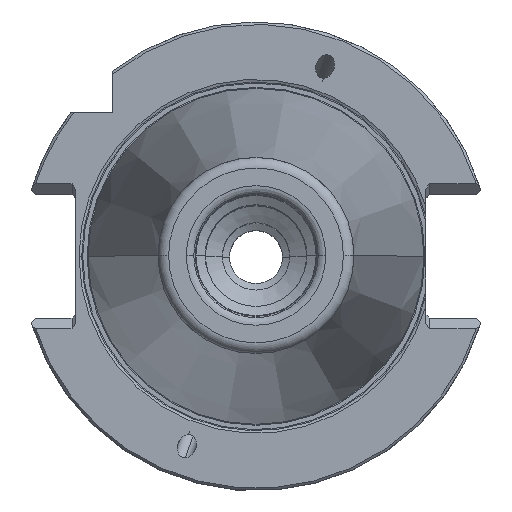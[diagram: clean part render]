
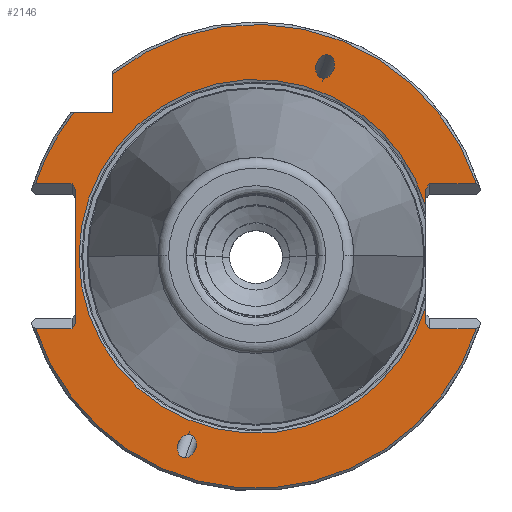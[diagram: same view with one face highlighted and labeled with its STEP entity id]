
A CAD part, top view. The second image highlights one B-rep face of the part: STEP entity #2146.
In plain terms, the highlighted planar face has unit normal (0, 0, 1).
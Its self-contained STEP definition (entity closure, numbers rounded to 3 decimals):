
#946=EDGE_CURVE('NONE',#2456,#1014,#2788,.T.);
#956=EDGE_CURVE('NONE',#2212,#2042,#2800,.T.);
#966=VERTEX_POINT('NONE',#2812);
#988=VERTEX_POINT('NONE',#2836);
#1014=VERTEX_POINT('NONE',#2866);
#1024=VERTEX_POINT('NONE',#2876);
#1142=EDGE_CURVE('NONE',#2696,#1884,#3009,.T.);
#1146=EDGE_CURVE('NONE',#1594,#1580,#3013,.T.);
#1176=EDGE_CURVE('NONE',#1910,#966,#3046,.T.);
#1198=EDGE_CURVE('NONE',#2002,#1580,#3068,.T.);
#1274=EDGE_CURVE('NONE',#2042,#1942,#3149,.T.);
#1320=VERTEX_POINT('NONE',#3199);
#1476=EDGE_CURVE('NONE',#1014,#1790,#3371,.T.);
#1524=EDGE_CURVE('NONE',#2250,#2160,#3424,.T.);
#1540=EDGE_CURVE('NONE',#2688,#2586,#3441,.T.);
#1580=VERTEX_POINT('NONE',#3483);
#1594=VERTEX_POINT('NONE',#3500);
#1606=EDGE_CURVE('NONE',#2250,#1790,#3513,.T.);
#1770=EDGE_CURVE('NONE',#1884,#2696,#3692,.T.);
#1790=VERTEX_POINT('NONE',#3717);
#1808=EDGE_CURVE('NONE',#1024,#1594,#3735,.T.);
#1828=EDGE_CURVE('NONE',#2586,#2688,#3756,.T.);
#1884=VERTEX_POINT('NONE',#3819);
#1886=EDGE_CURVE('NONE',#1320,#1896,#3821,.T.);
#1896=VERTEX_POINT('NONE',#3833);
#1902=EDGE_CURVE('NONE',#988,#2212,#3840,.T.);
#1910=VERTEX_POINT('NONE',#3848);
#1942=VERTEX_POINT('NONE',#3883);
#1950=EDGE_CURVE('NONE',#966,#1942,#3891,.T.);
#2002=VERTEX_POINT('NONE',#3956);
#2004=EDGE_CURVE('NONE',#988,#2002,#3958,.T.);
#2042=VERTEX_POINT('NONE',#4003);
#2136=EDGE_CURVE('NONE',#2742,#1896,#4109,.T.);
#2146=ADVANCED_FACE('NONE',(#4119,#4120,#4121),#4122,.F.);
#2160=VERTEX_POINT('NONE',#4137);
#2212=VERTEX_POINT('NONE',#4195);
#2218=EDGE_CURVE('NONE',#2742,#1024,#4202,.T.);
#2250=VERTEX_POINT('NONE',#4240);
#2456=VERTEX_POINT('NONE',#4472);
#2586=VERTEX_POINT('NONE',#4616);
#2616=EDGE_CURVE('NONE',#1910,#2160,#4648,.T.);
#2688=VERTEX_POINT('NONE',#4730);
#2696=VERTEX_POINT('NONE',#4741);
#2704=EDGE_CURVE('NONE',#2456,#1320,#4750,.T.);
#2742=VERTEX_POINT('NONE',#4791);
#2788=CIRCLE('',#4830,48.225);
#2800=LINE('',#4845,#4846);
#2812=CARTESIAN_POINT('',(-45.816,-15.05,-1.5));
#2836=CARTESIAN_POINT('',(35.3,-10.348,-1.5));
#2866=CARTESIAN_POINT('',(-45.816,15.05,-1.5));
#2876=CARTESIAN_POINT('',(36.05,15.05,-1.5));
#3009=(B_SPLINE_CURVE(3,(#5161,#5162,#5163,#5164),.UNSPECIFIED.,.F.,.F.)B_SPLINE_CURVE_WITH_KNOTS((4,4),(3.414,6.555),.UNSPECIFIED.)RATIONAL_B_SPLINE_CURVE((1.0,0.333,0.333,1.0))BOUNDED_CURVE()REPRESENTATION_ITEM('')GEOMETRIC_REPRESENTATION_ITEM()CURVE());
#3013=LINE('',#5175,#5176);
#3046=LINE('',#5250,#5251);
#3068=CIRCLE('',#5289,36.786);
#3149=LINE('',#5438,#5439);
#3199=CARTESIAN_POINT('',(-29.85,29.85,-1.5));
#3371=LINE('',#5739,#5740);
#3424=LINE('',#5824,#5825);
#3441=(B_SPLINE_CURVE(3,(#5850,#5851,#5852,#5853),.UNSPECIFIED.,.F.,.F.)B_SPLINE_CURVE_WITH_KNOTS((4,4),(3.414,6.555),.UNSPECIFIED.)RATIONAL_B_SPLINE_CURVE((1.0,0.333,0.333,1.0))BOUNDED_CURVE()REPRESENTATION_ITEM('')GEOMETRIC_REPRESENTATION_ITEM()CURVE());
#3483=CARTESIAN_POINT('',(35.3,10.348,-1.5));
#3500=CARTESIAN_POINT('',(35.3,13.989,-1.5));
#3513=LINE('',#5994,#5995);
#3692=(B_SPLINE_CURVE(3,(#6301,#6302,#6303,#6304),.UNSPECIFIED.,.F.,.F.)B_SPLINE_CURVE_WITH_KNOTS((4,4),(0.272,3.414),.UNSPECIFIED.)RATIONAL_B_SPLINE_CURVE((1.0,0.333,0.333,1.0))BOUNDED_CURVE()REPRESENTATION_ITEM('')GEOMETRIC_REPRESENTATION_ITEM()CURVE());
#3717=CARTESIAN_POINT('',(-38.25,15.05,-1.5));
#3735=LINE('',#6373,#6374);
#3756=(B_SPLINE_CURVE(3,(#6408,#6409,#6410,#6411),.UNSPECIFIED.,.F.,.F.)B_SPLINE_CURVE_WITH_KNOTS((4,4),(0.272,3.414),.UNSPECIFIED.)RATIONAL_B_SPLINE_CURVE((1.0,0.333,0.333,1.0))BOUNDED_CURVE()REPRESENTATION_ITEM('')GEOMETRIC_REPRESENTATION_ITEM()CURVE());
#3819=CARTESIAN_POINT('',(14.702,41.887,-1.5));
#3821=LINE('',#6535,#6536);
#3833=CARTESIAN_POINT('',(-29.85,37.876,-1.5));
#3840=LINE('',#6558,#6559);
#3848=CARTESIAN_POINT('',(-38.25,-15.05,-1.5));
#3883=CARTESIAN_POINT('',(45.816,-15.05,-1.5));
#3891=CIRCLE('',#6636,48.225);
#3956=CARTESIAN_POINT('',(-36.786,0.,-1.5));
#3958=CIRCLE('',#6712,36.786);
#4003=CARTESIAN_POINT('',(36.05,-15.05,-1.5));
#4109=CIRCLE('',#6937,48.225);
#4119=FACE_OUTER_BOUND('',#6954,.T.);
#4120=FACE_BOUND('',#6955,.T.);
#4121=FACE_BOUND('',#6956,.T.);
#4122=PLANE('',#6957);
#4137=CARTESIAN_POINT('',(-37.5,-13.989,-1.5));
#4195=CARTESIAN_POINT('',(35.3,-13.989,-1.5));
#4202=LINE('',#7099,#7100);
#4240=CARTESIAN_POINT('',(-37.5,13.989,-1.5));
#4472=CARTESIAN_POINT('',(-37.876,29.85,-1.5));
#4616=CARTESIAN_POINT('',(-14.702,-41.887,-1.5));
#4648=LINE('',#7779,#7780);
#4730=CARTESIAN_POINT('',(-14.027,-37.047,-1.5));
#4741=CARTESIAN_POINT('',(14.027,37.047,-1.5));
#4750=LINE('',#7937,#7938);
#4791=CARTESIAN_POINT('',(45.816,15.05,-1.5));
#4830=AXIS2_PLACEMENT_3D('',#8061,#8062,#8063);
#4845=CARTESIAN_POINT('',(35.013,-13.583,-1.5));
#4846=VECTOR('',#8081,1000.0);
#5161=CARTESIAN_POINT('',(14.027,37.047,-1.5));
#5162=CARTESIAN_POINT('',(17.923,37.047,-1.5));
#5163=CARTESIAN_POINT('',(18.598,41.887,-1.5));
#5164=CARTESIAN_POINT('',(14.702,41.887,-1.5));
#5175=CARTESIAN_POINT('',(35.3,0.,-1.5));
#5176=VECTOR('',#8347,1000.0);
#5250=CARTESIAN_POINT('',(-63.9,-15.05,-1.5));
#5251=VECTOR('',#8391,1000.0);
#5289=AXIS2_PLACEMENT_3D('',#8408,#8409,#8410);
#5438=CARTESIAN_POINT('',(62.5,-15.05,-1.5));
#5439=VECTOR('',#8485,1000.0);
#5739=CARTESIAN_POINT('',(-63.9,15.05,-1.5));
#5740=VECTOR('',#8745,1000.0);
#5824=CARTESIAN_POINT('',(-37.5,0.,-1.5));
#5825=VECTOR('',#8791,1000.0);
#5850=CARTESIAN_POINT('',(-14.027,-37.047,-1.5));
#5851=CARTESIAN_POINT('',(-17.923,-37.047,-1.5));
#5852=CARTESIAN_POINT('',(-18.598,-41.887,-1.5));
#5853=CARTESIAN_POINT('',(-14.702,-41.887,-1.5));
#5994=CARTESIAN_POINT('',(-29.995,3.376,-1.5));
#5995=VECTOR('',#8879,1000.0);
#6301=CARTESIAN_POINT('',(14.702,41.887,-1.5));
#6302=CARTESIAN_POINT('',(10.807,41.887,-1.5));
#6303=CARTESIAN_POINT('',(10.132,37.047,-1.5));
#6304=CARTESIAN_POINT('',(14.027,37.047,-1.5));
#6373=CARTESIAN_POINT('',(35.013,13.583,-1.5));
#6374=VECTOR('',#9102,1000.0);
#6408=CARTESIAN_POINT('',(-14.702,-41.887,-1.5));
#6409=CARTESIAN_POINT('',(-10.807,-41.887,-1.5));
#6410=CARTESIAN_POINT('',(-10.132,-37.047,-1.5));
#6411=CARTESIAN_POINT('',(-14.027,-37.047,-1.5));
#6535=CARTESIAN_POINT('',(-29.85,29.85,-1.5));
#6536=VECTOR('',#9199,1000.0);
#6558=CARTESIAN_POINT('',(35.3,0.,-1.5));
#6559=VECTOR('',#9234,1000.0);
#6636=AXIS2_PLACEMENT_3D('',#9284,#9285,#9286);
#6712=AXIS2_PLACEMENT_3D('',#9398,#9399,#9400);
#6937=AXIS2_PLACEMENT_3D('',#9616,#9617,#9618);
#6954=EDGE_LOOP('',(#9624,#9625,#9626,#9627,#9628,#9629,#9630,#9631,#9632,#9633,#9634,#9635,#9636,#9637,#9638,#9639,#9640,#9641));
#6955=EDGE_LOOP('',(#9642,#9643));
#6956=EDGE_LOOP('',(#9644,#9645));
#6957=AXIS2_PLACEMENT_3D('',#9646,#9647,#9648);
#7099=CARTESIAN_POINT('',(62.5,15.05,-1.5));
#7100=VECTOR('',#9742,1000.0);
#7779=CARTESIAN_POINT('',(-29.995,-3.376,-1.5));
#7780=VECTOR('',#10258,1000.0);
#7937=CARTESIAN_POINT('',(-52.85,29.85,-1.5));
#7938=VECTOR('',#10402,1000.0);
#8061=CARTESIAN_POINT('',(0.0,0.0,-1.5));
#8062=DIRECTION('',(0.0,0.0,1.0));
#8063=DIRECTION('',(1.0,0.,-0.0));
#8081=DIRECTION('',(0.577,-0.816,0.0));
#8347=DIRECTION('',(0.,-1.0,-0.0));
#8391=DIRECTION('',(-1.0,0.,0.0));
#8408=CARTESIAN_POINT('',(0.0,0.0,-1.5));
#8409=DIRECTION('',(0.0,0.0,-1.0));
#8410=DIRECTION('',(1.0,0.,0.0));
#8485=DIRECTION('',(1.0,0.,0.0));
#8745=DIRECTION('',(1.0,0.,0.0));
#8791=DIRECTION('',(0.,-1.0,-0.0));
#8879=DIRECTION('',(-0.577,0.816,0.0));
#9102=DIRECTION('',(-0.577,-0.816,0.0));
#9199=DIRECTION('',(0.,1.0,0.0));
#9234=DIRECTION('',(0.,-1.0,-0.0));
#9284=CARTESIAN_POINT('',(0.0,0.0,-1.5));
#9285=DIRECTION('',(0.0,-0.0,1.0));
#9286=DIRECTION('',(1.0,0.,0.0));
#9398=CARTESIAN_POINT('',(0.0,0.0,-1.5));
#9399=DIRECTION('',(0.0,0.0,-1.0));
#9400=DIRECTION('',(1.0,0.,0.0));
#9616=CARTESIAN_POINT('',(0.0,0.0,-1.5));
#9617=DIRECTION('',(0.0,-0.0,1.0));
#9618=DIRECTION('',(1.0,0.,0.0));
#9624=ORIENTED_EDGE('',*,*,#2218,.F.);
#9625=ORIENTED_EDGE('',*,*,#2136,.T.);
#9626=ORIENTED_EDGE('',*,*,#1886,.F.);
#9627=ORIENTED_EDGE('',*,*,#2704,.F.);
#9628=ORIENTED_EDGE('',*,*,#946,.T.);
#9629=ORIENTED_EDGE('',*,*,#1476,.T.);
#9630=ORIENTED_EDGE('',*,*,#1606,.F.);
#9631=ORIENTED_EDGE('',*,*,#1524,.T.);
#9632=ORIENTED_EDGE('',*,*,#2616,.F.);
#9633=ORIENTED_EDGE('',*,*,#1176,.T.);
#9634=ORIENTED_EDGE('',*,*,#1950,.T.);
#9635=ORIENTED_EDGE('',*,*,#1274,.F.);
#9636=ORIENTED_EDGE('',*,*,#956,.F.);
#9637=ORIENTED_EDGE('',*,*,#1902,.F.);
#9638=ORIENTED_EDGE('',*,*,#2004,.T.);
#9639=ORIENTED_EDGE('',*,*,#1198,.T.);
#9640=ORIENTED_EDGE('',*,*,#1146,.F.);
#9641=ORIENTED_EDGE('',*,*,#1808,.F.);
#9642=ORIENTED_EDGE('',*,*,#1828,.F.);
#9643=ORIENTED_EDGE('',*,*,#1540,.F.);
#9644=ORIENTED_EDGE('',*,*,#1770,.F.);
#9645=ORIENTED_EDGE('',*,*,#1142,.F.);
#9646=CARTESIAN_POINT('',(0.,-50.0,-1.5));
#9647=DIRECTION('',(0.0,0.0,-1.0));
#9648=DIRECTION('',(-1.0,0.0,0.0));
#9742=DIRECTION('',(-1.0,0.,0.0));
#10258=DIRECTION('',(0.577,0.816,0.0));
#10402=DIRECTION('',(1.0,0.,0.0));
